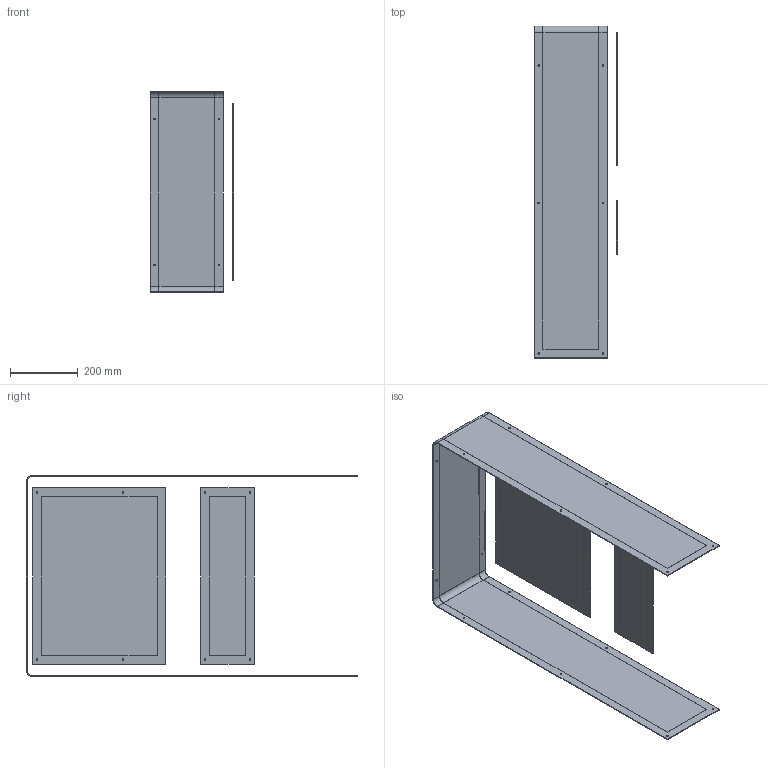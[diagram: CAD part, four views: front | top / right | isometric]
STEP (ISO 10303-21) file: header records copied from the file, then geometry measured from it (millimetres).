
FILE_DESCRIPTION (( 'STEP AP214' ), '1' );
FILE_NAME ('am-4239 Tower Goal Net.STEP', '2020-09-09T20:29:33', ( '' ), ( '' ), 'SwSTEP 2.0', 'SolidWorks 2019', '' );
FILE_SCHEMA (( 'AUTOMOTIVE_DESIGN' ));
Length unit declared in the file: inch
Products named in the file (4): Rear Lower Net; Rear Upper Net; am-4239 Tower Goal Net; Sides and Top Net
Assembly tree (3 placements, depth 2):
  am-4239 Tower Goal Net
    Sides and Top Net
    Rear Lower Net
    Rear Upper Net
Bounding box: 246.06 x 980.44 x 595.63 mm (x, y, z)
Volume: 2120371 mm3; surface area: 1692572.8 mm2
Topology: 3 solids, 3 shells, 94 faces, 260 edges, 176 vertices
Faces by surface type: cylinder 60, plane 34
Entity records: 3512 total; most frequent: DIRECTION 572, CARTESIAN_POINT 536, ORIENTED_EDGE 520, EDGE_CURVE 260, AXIS2_PLACEMENT_3D 212, VERTEX_POINT 176, VECTOR 148, LINE 148
